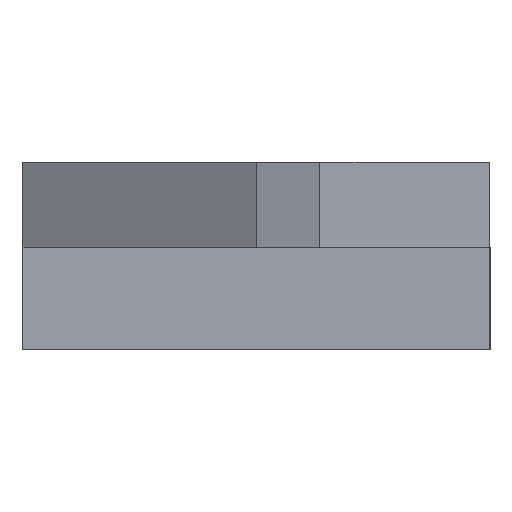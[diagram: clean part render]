
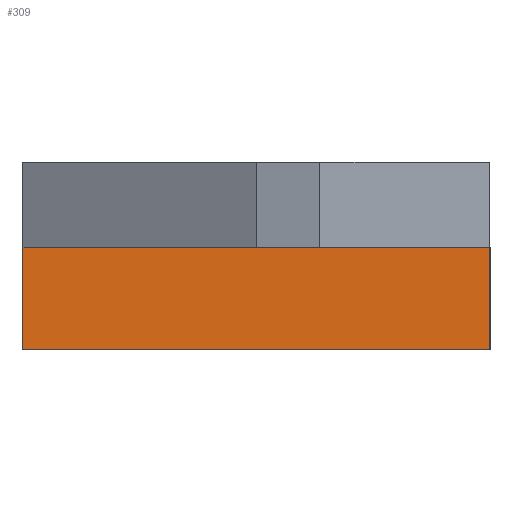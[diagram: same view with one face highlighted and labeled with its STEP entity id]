
A CAD part, left-side view. The second image highlights one B-rep face of the part: STEP entity #309.
In plain terms, the highlighted planar face has unit normal (-1, 0, 0).
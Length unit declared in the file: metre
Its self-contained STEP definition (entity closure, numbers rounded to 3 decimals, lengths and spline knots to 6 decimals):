
#63=ORIENTED_EDGE('',*,*,#121,.F.);
#64=ORIENTED_EDGE('',*,*,#123,.T.);
#65=ORIENTED_EDGE('',*,*,#109,.T.);
#66=ORIENTED_EDGE('',*,*,#126,.F.);
#67=ORIENTED_EDGE('',*,*,#127,.F.);
#109=EDGE_CURVE('',#147,#145,#172,.T.);
#121=EDGE_CURVE('',#154,#140,#184,.T.);
#123=EDGE_CURVE('',#154,#147,#186,.T.);
#126=EDGE_CURVE('',#156,#145,#189,.T.);
#127=EDGE_CURVE('',#140,#156,#190,.T.);
#140=VERTEX_POINT('',#450);
#145=VERTEX_POINT('',#467);
#147=VERTEX_POINT('',#470);
#154=VERTEX_POINT('',#494);
#156=VERTEX_POINT('',#503);
#172=LINE('',#469,#210);
#184=LINE('',#493,#222);
#186=LINE('',#497,#224);
#189=LINE('',#502,#227);
#190=LINE('',#504,#228);
#210=VECTOR('',#380,1.);
#222=VECTOR('',#402,1.);
#224=VECTOR('',#406,1.);
#227=VECTOR('',#411,1.);
#228=VECTOR('',#412,1.);
#247=EDGE_LOOP('',(#63,#64,#65,#66,#67));
#269=FACE_BOUND('',#247,.T.);
#290=PLANE('',#343);
#309=ADVANCED_FACE('',(#269),#290,.F.);
#343=AXIS2_PLACEMENT_3D('',#501,#409,#410);
#380=DIRECTION('',(0.,-1.,0.));
#402=DIRECTION('',(0.,-1.,0.));
#406=DIRECTION('',(0.,0.,-1.));
#409=DIRECTION('',(1.,0.,0.));
#410=DIRECTION('',(0.,0.,-1.));
#411=DIRECTION('',(0.,0.,-1.));
#412=DIRECTION('',(0.,-1.,0.));
#450=CARTESIAN_POINT('',(0.035199,0.011493,-0.002));
#467=CARTESIAN_POINT('',(0.035199,0.006,-0.0044));
#469=CARTESIAN_POINT('',(0.035199,0.014243,-0.0044));
#470=CARTESIAN_POINT('',(0.035199,0.016993,-0.0044));
#493=CARTESIAN_POINT('',(0.035199,0.014243,-0.002));
#494=CARTESIAN_POINT('',(0.035199,0.016993,-0.002));
#497=CARTESIAN_POINT('',(0.035199,0.016993,0.000002));
#501=CARTESIAN_POINT('',(0.035199,0.014243,0.000002));
#502=CARTESIAN_POINT('',(0.035199,0.006,0.000002));
#503=CARTESIAN_POINT('',(0.035199,0.006,-0.002));
#504=CARTESIAN_POINT('',(0.035199,0.008743,-0.002));
